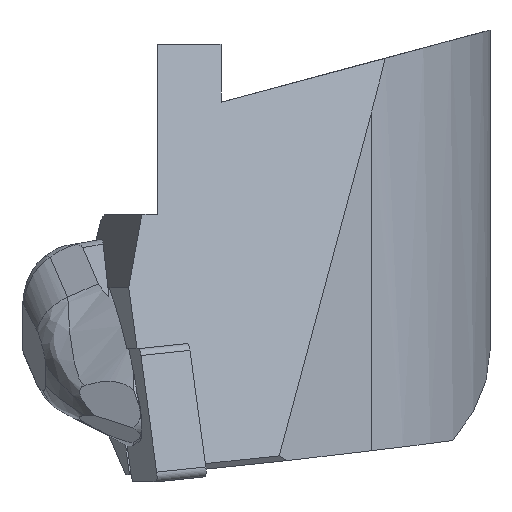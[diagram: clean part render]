
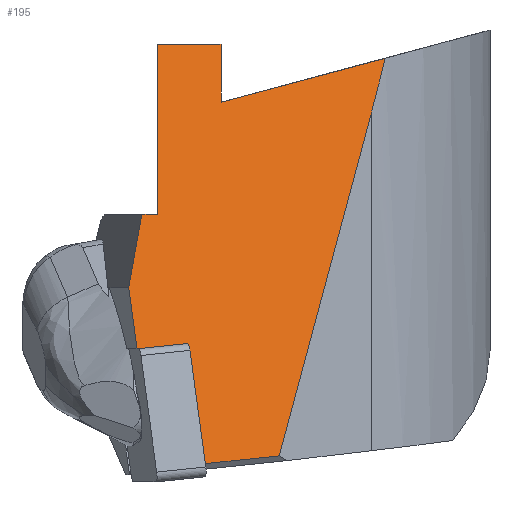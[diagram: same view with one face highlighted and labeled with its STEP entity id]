
A CAD part, left-side view. The second image highlights one B-rep face of the part: STEP entity #195.
In plain terms, the highlighted planar face has unit normal (-0.97, -0.17, 0.173).
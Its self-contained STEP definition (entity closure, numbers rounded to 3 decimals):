
#195=ADVANCED_FACE('',(#300),#261,.F.);
#261=PLANE('',#1377);
#300=FACE_OUTER_BOUND('',#361,.T.);
#361=EDGE_LOOP('',(#456,#457,#458,#459,#460,#461,#462,#463,#464,#465,#466,
#467));
#432=ELLIPSE('',#1376,182.364,31.5);
#456=ORIENTED_EDGE('',*,*,#941,.F.);
#457=ORIENTED_EDGE('',*,*,#942,.F.);
#458=ORIENTED_EDGE('',*,*,#943,.T.);
#459=ORIENTED_EDGE('',*,*,#944,.F.);
#460=ORIENTED_EDGE('',*,*,#945,.F.);
#461=ORIENTED_EDGE('',*,*,#946,.F.);
#462=ORIENTED_EDGE('',*,*,#947,.F.);
#463=ORIENTED_EDGE('',*,*,#948,.F.);
#464=ORIENTED_EDGE('',*,*,#949,.F.);
#465=ORIENTED_EDGE('',*,*,#950,.T.);
#466=ORIENTED_EDGE('',*,*,#951,.T.);
#467=ORIENTED_EDGE('',*,*,#952,.F.);
#820=VERTEX_POINT('',#1810);
#821=VERTEX_POINT('',#1811);
#822=VERTEX_POINT('',#1813);
#823=VERTEX_POINT('',#1815);
#824=VERTEX_POINT('',#1817);
#825=VERTEX_POINT('',#1819);
#826=VERTEX_POINT('',#1821);
#827=VERTEX_POINT('',#1823);
#828=VERTEX_POINT('',#1825);
#829=VERTEX_POINT('',#1827);
#830=VERTEX_POINT('',#1829);
#831=VERTEX_POINT('',#1831);
#941=EDGE_CURVE('',#820,#821,#1123,.T.);
#942=EDGE_CURVE('',#822,#820,#1124,.T.);
#943=EDGE_CURVE('',#822,#823,#1125,.T.);
#944=EDGE_CURVE('',#824,#823,#432,.T.);
#945=EDGE_CURVE('',#825,#824,#1126,.T.);
#946=EDGE_CURVE('',#826,#825,#1127,.T.);
#947=EDGE_CURVE('',#827,#826,#1128,.T.);
#948=EDGE_CURVE('',#828,#827,#1129,.T.);
#949=EDGE_CURVE('',#829,#828,#1130,.T.);
#950=EDGE_CURVE('',#829,#830,#1131,.T.);
#951=EDGE_CURVE('',#830,#831,#1132,.T.);
#952=EDGE_CURVE('',#821,#831,#1133,.T.);
#1123=LINE('',#1809,#1219);
#1124=LINE('',#1812,#1220);
#1125=LINE('',#1814,#1221);
#1126=LINE('',#1818,#1222);
#1127=LINE('',#1820,#1223);
#1128=LINE('',#1822,#1224);
#1129=LINE('',#1824,#1225);
#1130=LINE('',#1826,#1226);
#1131=LINE('',#1828,#1227);
#1132=LINE('',#1830,#1228);
#1133=LINE('',#1832,#1229);
#1219=VECTOR('',#1491,1.);
#1220=VECTOR('',#1492,1.);
#1221=VECTOR('',#1493,1.);
#1222=VECTOR('',#1496,1.);
#1223=VECTOR('',#1497,1.);
#1224=VECTOR('',#1498,1.);
#1225=VECTOR('',#1499,1.);
#1226=VECTOR('',#1500,1.);
#1227=VECTOR('',#1501,1.);
#1228=VECTOR('',#1502,1.);
#1229=VECTOR('',#1503,1.);
#1376=AXIS2_PLACEMENT_3D('',#1816,#1494,#1495);
#1377=AXIS2_PLACEMENT_3D('',#1833,#1504,#1505);
#1491=DIRECTION('',(0.151,0.132,0.98));
#1492=DIRECTION('',(-0.19,0.976,-0.103));
#1493=DIRECTION('',(0.213,-0.253,0.944));
#1494=DIRECTION('',(0.97,0.17,-0.173));
#1495=DIRECTION('',(0.17,0.03,0.985));
#1496=DIRECTION('',(0.211,-0.944,0.253));
#1497=DIRECTION('',(-0.175,0.,-0.985));
#1498=DIRECTION('',(0.173,-0.985,0.));
#1499=DIRECTION('',(0.175,0.,0.985));
#1500=DIRECTION('',(0.173,-0.985,0.));
#1501=DIRECTION('',(-0.202,0.172,-0.964));
#1502=DIRECTION('',(-0.151,-0.132,-0.98));
#1503=DIRECTION('',(-0.19,0.976,-0.103));
#1504=DIRECTION('',(0.97,0.17,-0.173));
#1505=DIRECTION('',(-0.175,0.,-0.985));
#1809=CARTESIAN_POINT('',(-38.932,-3.58,-28.404));
#1810=CARTESIAN_POINT('',(-39.839,-4.375,-34.282));
#1811=CARTESIAN_POINT('',(-38.08,-2.834,-22.878));
#1812=CARTESIAN_POINT('',(-38.635,-10.573,-33.63));
#1813=CARTESIAN_POINT('',(-38.449,-11.525,-33.53));
#1814=CARTESIAN_POINT('',(-42.718,-6.438,-52.487));
#1815=CARTESIAN_POINT('',(-31.13,-20.248,-1.03));
#1816=CARTESIAN_POINT('',(-7.,0.,154.471));
#1817=CARTESIAN_POINT('',(-29.977,-21.548,4.166));
#1818=CARTESIAN_POINT('',(-30.968,-17.113,2.978));
#1819=CARTESIAN_POINT('',(-33.45,-6.,0.));
#1820=CARTESIAN_POINT('',(-35.495,-6.,-11.485));
#1821=CARTESIAN_POINT('',(-32.471,-6.,5.496));
#1822=CARTESIAN_POINT('',(-34.493,5.507,5.496));
#1823=CARTESIAN_POINT('',(-33.525,0.,5.496));
#1824=CARTESIAN_POINT('',(-36.516,0.,-11.303));
#1825=CARTESIAN_POINT('',(-36.393,0.,-10.61));
#1826=CARTESIAN_POINT('',(-38.297,10.839,-10.61));
#1827=CARTESIAN_POINT('',(-36.658,1.509,-10.61));
#1828=CARTESIAN_POINT('',(-38.743,3.281,-20.572));
#1829=CARTESIAN_POINT('',(-38.116,2.748,-17.573));
#1830=CARTESIAN_POINT('',(-39.334,1.681,-25.471));
#1831=CARTESIAN_POINT('',(-39.012,1.963,-23.382));
#1832=CARTESIAN_POINT('',(-36.875,-9.032,-22.227));
#1833=CARTESIAN_POINT('',(-37.728,-9.778,-27.752));
